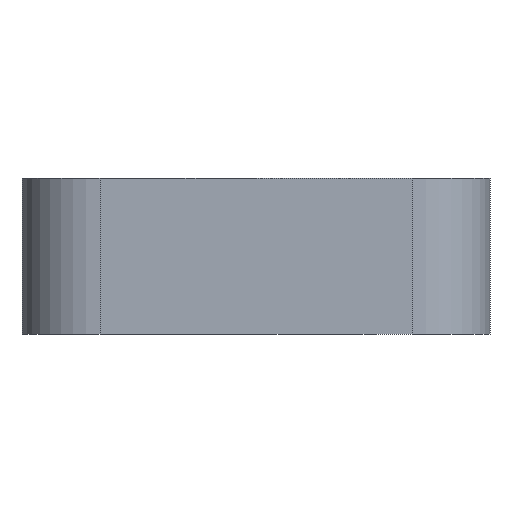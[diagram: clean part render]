
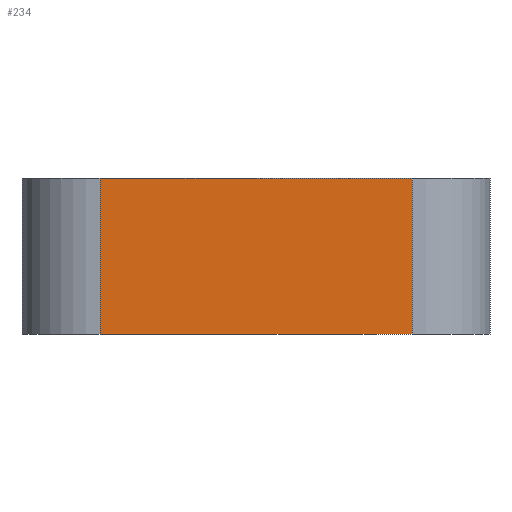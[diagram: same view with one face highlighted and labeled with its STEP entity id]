
A CAD part, front view. The second image highlights one B-rep face of the part: STEP entity #234.
In plain terms, the highlighted planar face has unit normal (0, -1, 0).
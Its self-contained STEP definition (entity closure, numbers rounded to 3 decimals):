
#62 = CARTESIAN_POINT ( 'NONE',  ( -5., 0., 2. ) ) ;
#120 = AXIS2_PLACEMENT_3D ( 'NONE', #169, #140, #149 ) ;
#140 = DIRECTION ( 'NONE',  ( 0., 1., 0. ) ) ;
#149 = DIRECTION ( 'NONE',  ( 0., 0., 1. ) ) ;
#152 = EDGE_CURVE ( 'NONE', #196, #431, #445, .T. ) ;
#158 = ORIENTED_EDGE ( 'NONE', *, *, #386, .T. ) ;
#169 = CARTESIAN_POINT ( 'NONE',  ( -6., 0., 2. ) ) ;
#171 = PLANE ( 'NONE',  #120 ) ;
#173 = EDGE_CURVE ( 'NONE', #436, #373, #459, .T. ) ;
#177 = EDGE_CURVE ( 'NONE', #196, #436, #461, .T. ) ;
#191 = ORIENTED_EDGE ( 'NONE', *, *, #177, .T. ) ;
#196 = VERTEX_POINT ( 'NONE', #62 ) ;
#197 = DIRECTION ( 'NONE',  ( 0., 0., -1. ) ) ;
#234 = ADVANCED_FACE ( 'NONE', ( #272 ), #171, .F. ) ;
#248 = VECTOR ( 'NONE', #536, 1000. ) ;
#249 = LINE ( 'NONE', #546, #248 ) ;
#272 = FACE_OUTER_BOUND ( 'NONE', #372, .T. ) ;
#283 = DIRECTION ( 'NONE',  ( 1., 0., 0. ) ) ;
#321 = DIRECTION ( 'NONE',  ( 1., 0., 0. ) ) ;
#360 = ORIENTED_EDGE ( 'NONE', *, *, #152, .F. ) ;
#372 = EDGE_LOOP ( 'NONE', ( #360, #191, #422, #158 ) ) ;
#373 = VERTEX_POINT ( 'NONE', #537 ) ;
#386 = EDGE_CURVE ( 'NONE', #373, #431, #249, .T. ) ;
#422 = ORIENTED_EDGE ( 'NONE', *, *, #173, .T. ) ;
#431 = VERTEX_POINT ( 'NONE', #529 ) ;
#436 = VERTEX_POINT ( 'NONE', #526 ) ;
#445 = LINE ( 'NONE', #559, #451 ) ;
#451 = VECTOR ( 'NONE', #321, 1000. ) ;
#454 = CARTESIAN_POINT ( 'NONE',  ( -5., 0., 2. ) ) ;
#458 = VECTOR ( 'NONE', #283, 1000. ) ;
#459 = LINE ( 'NONE', #569, #458 ) ;
#461 = LINE ( 'NONE', #454, #467 ) ;
#467 = VECTOR ( 'NONE', #197, 1000. ) ;
#526 = CARTESIAN_POINT ( 'NONE',  ( -5., 0., 0. ) ) ;
#529 = CARTESIAN_POINT ( 'NONE',  ( -1., 0., 2. ) ) ;
#536 = DIRECTION ( 'NONE',  ( 0., 0., 1. ) ) ;
#537 = CARTESIAN_POINT ( 'NONE',  ( -1., 0., 0. ) ) ;
#546 = CARTESIAN_POINT ( 'NONE',  ( -1., 0., 2. ) ) ;
#559 = CARTESIAN_POINT ( 'NONE',  ( -6., 0., 2. ) ) ;
#569 = CARTESIAN_POINT ( 'NONE',  ( -6., 0., 0. ) ) ;
